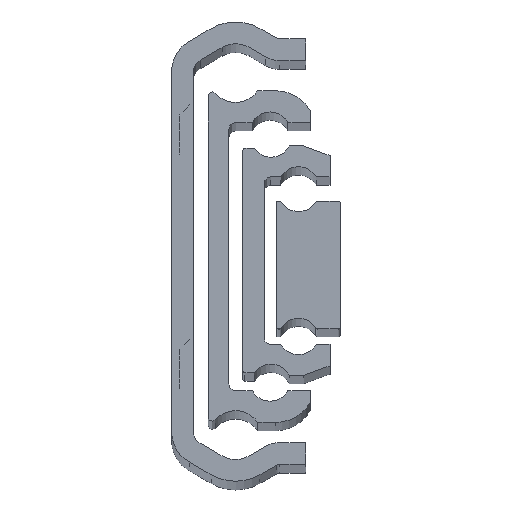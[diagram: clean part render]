
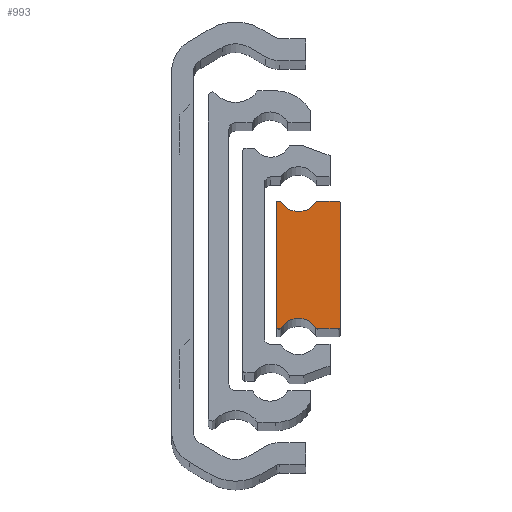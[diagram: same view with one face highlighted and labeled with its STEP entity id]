
A CAD part, top view. The second image highlights one B-rep face of the part: STEP entity #993.
In plain terms, the highlighted planar face has unit normal (0, 0, 1).
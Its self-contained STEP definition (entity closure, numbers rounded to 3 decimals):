
#1 = EDGE_CURVE ( 'NONE', #777, #828, #1817, .T. ) ;
#46 = CARTESIAN_POINT ( 'NONE',  ( 10.45, -9.5, 701.5 ) ) ;
#65 = CARTESIAN_POINT ( 'NONE',  ( 16.32, -9.5, 701.5 ) ) ;
#74 = CARTESIAN_POINT ( 'NONE',  ( 19.45, -9.5, 701.5 ) ) ;
#88 = CARTESIAN_POINT ( 'NONE',  ( 10.68, -9.5, 701.5 ) ) ;
#89 = CARTESIAN_POINT ( 'NONE',  ( 16.067, -9.361, 701.5 ) ) ;
#101 = EDGE_CURVE ( 'NONE', #731, #670, #1823, .T. ) ;
#120 = EDGE_CURVE ( 'NONE', #665, #668, #1854, .T. ) ;
#372 = EDGE_LOOP ( 'NONE', ( #1807, #1808, #1809, #1810, #1175, #1166, #1354, #1224, #1363, #1101, #1118, #1346, #1285, #1342, #1297, #1231 ) ) ;
#568 = CARTESIAN_POINT ( 'NONE',  ( 10.933, -9.361, 701.5 ) ) ;
#574 = CARTESIAN_POINT ( 'NONE',  ( 10.45, 9.5, 701.5 ) ) ;
#577 = CARTESIAN_POINT ( 'NONE',  ( 16.32, 9.5, 701.5 ) ) ;
#578 = CARTESIAN_POINT ( 'NONE',  ( 19.75, 9.2, 701.5 ) ) ;
#584 = CARTESIAN_POINT ( 'NONE',  ( 10.933, 9.361, 701.5 ) ) ;
#594 = CARTESIAN_POINT ( 'NONE',  ( 16.067, 9.361, 701.5 ) ) ;
#595 = CARTESIAN_POINT ( 'NONE',  ( 19.75, -9.2, 701.5 ) ) ;
#616 = VERTEX_POINT ( 'NONE', #568 ) ;
#623 = DIRECTION ( 'NONE',  ( 0., 0., 1. ) ) ;
#624 = DIRECTION ( 'NONE',  ( 1., 0., 0. ) ) ;
#654 = CARTESIAN_POINT ( 'NONE',  ( 16.32, -9.2, 701.5 ) ) ;
#655 = DIRECTION ( 'NONE',  ( 0., 0., 1. ) ) ;
#656 = DIRECTION ( 'NONE',  ( 1., 0., 0. ) ) ;
#661 = VERTEX_POINT ( 'NONE', #574 ) ;
#664 = VERTEX_POINT ( 'NONE', #578 ) ;
#665 = VERTEX_POINT ( 'NONE', #584 ) ;
#666 = VERTEX_POINT ( 'NONE', #577 ) ;
#668 = VERTEX_POINT ( 'NONE', #901 ) ;
#670 = VERTEX_POINT ( 'NONE', #595 ) ;
#671 = VERTEX_POINT ( 'NONE', #594 ) ;
#731 = VERTEX_POINT ( 'NONE', #74 ) ;
#773 = VERTEX_POINT ( 'NONE', #88 ) ;
#775 = VERTEX_POINT ( 'NONE', #46 ) ;
#777 = VERTEX_POINT ( 'NONE', #89 ) ;
#825 = DIRECTION ( 'NONE',  ( 1., 0., 0. ) ) ;
#828 = VERTEX_POINT ( 'NONE', #65 ) ;
#830 = DIRECTION ( 'NONE',  ( 0., 0., 1. ) ) ;
#840 = CARTESIAN_POINT ( 'NONE',  ( 10.68, 9.2, 701.5 ) ) ;
#856 = VERTEX_POINT ( 'NONE', #2460 ) ;
#857 = CARTESIAN_POINT ( 'NONE',  ( 19.45, -9.2, 701.5 ) ) ;
#873 = VERTEX_POINT ( 'NONE', #2452 ) ;
#880 = VERTEX_POINT ( 'NONE', #2445 ) ;
#901 = CARTESIAN_POINT ( 'NONE',  ( 10.68, 9.5, 701.5 ) ) ;
#993 = ADVANCED_FACE ( 'NONE', ( #2061 ), #2686, .T. ) ;
#1040 = EDGE_CURVE ( 'NONE', #616, #777, #2166, .T. ) ;
#1050 = EDGE_CURVE ( 'NONE', #856, #775, #2182, .T. ) ;
#1076 = EDGE_CURVE ( 'NONE', #668, #661, #2213, .T. ) ;
#1079 = EDGE_CURVE ( 'NONE', #873, #666, #2217, .T. ) ;
#1084 = EDGE_CURVE ( 'NONE', #666, #671, #2232, .T. ) ;
#1088 = EDGE_CURVE ( 'NONE', #880, #856, #2236, .T. ) ;
#1101 = ORIENTED_EDGE ( 'NONE', *, *, #1500, .T. ) ;
#1118 = ORIENTED_EDGE ( 'NONE', *, *, #1519, .T. ) ;
#1166 = ORIENTED_EDGE ( 'NONE', *, *, #1076, .T. ) ;
#1175 = ORIENTED_EDGE ( 'NONE', *, *, #120, .T. ) ;
#1224 = ORIENTED_EDGE ( 'NONE', *, *, #1088, .T. ) ;
#1231 = ORIENTED_EDGE ( 'NONE', *, *, #1450, .T. ) ;
#1285 = ORIENTED_EDGE ( 'NONE', *, *, #1, .T. ) ;
#1297 = ORIENTED_EDGE ( 'NONE', *, *, #101, .T. ) ;
#1342 = ORIENTED_EDGE ( 'NONE', *, *, #1367, .T. ) ;
#1346 = ORIENTED_EDGE ( 'NONE', *, *, #1040, .T. ) ;
#1354 = ORIENTED_EDGE ( 'NONE', *, *, #1410, .T. ) ;
#1363 = ORIENTED_EDGE ( 'NONE', *, *, #1050, .T. ) ;
#1367 = EDGE_CURVE ( 'NONE', #828, #731, #2248, .T. ) ;
#1410 = EDGE_CURVE ( 'NONE', #661, #880, #3220, .T. ) ;
#1434 = EDGE_CURVE ( 'NONE', #671, #665, #3258, .T. ) ;
#1450 = EDGE_CURVE ( 'NONE', #670, #664, #3271, .T. ) ;
#1495 = EDGE_CURVE ( 'NONE', #664, #873, #3356, .T. ) ;
#1500 = EDGE_CURVE ( 'NONE', #775, #773, #3350, .T. ) ;
#1519 = EDGE_CURVE ( 'NONE', #773, #616, #3397, .T. ) ;
#1533 = AXIS2_PLACEMENT_3D ( 'NONE', #654, #655, #656 ) ;
#1539 = AXIS2_PLACEMENT_3D ( 'NONE', #857, #623, #624 ) ;
#1544 = AXIS2_PLACEMENT_3D ( 'NONE', #840, #830, #825 ) ;
#1568 = AXIS2_PLACEMENT_3D ( 'NONE', #2839, #2841, #2842 ) ;
#1636 = AXIS2_PLACEMENT_3D ( 'NONE', #2685, #2688, #2689 ) ;
#1681 = AXIS2_PLACEMENT_3D ( 'NONE', #2855, #2863, #2864 ) ;
#1807 = ORIENTED_EDGE ( 'NONE', *, *, #1495, .T. ) ;
#1808 = ORIENTED_EDGE ( 'NONE', *, *, #1079, .T. ) ;
#1809 = ORIENTED_EDGE ( 'NONE', *, *, #1084, .T. ) ;
#1810 = ORIENTED_EDGE ( 'NONE', *, *, #1434, .T. ) ;
#1817 = CIRCLE ( 'NONE', #1533, 0.3 ) ;
#1823 = CIRCLE ( 'NONE', #1539, 0.3 ) ;
#1854 = CIRCLE ( 'NONE', #1544, 0.3 ) ;
#2061 = FACE_OUTER_BOUND ( 'NONE', #372, .T. ) ;
#2166 = CIRCLE ( 'NONE', #1568, 3.04 ) ;
#2182 = CIRCLE ( 'NONE', #1681, 0.2 ) ;
#2213 = LINE ( 'NONE', #2929, #2218 ) ;
#2217 = LINE ( 'NONE', #2936, #2222 ) ;
#2218 = VECTOR ( 'NONE', #2930, 1000. ) ;
#2222 = VECTOR ( 'NONE', #2937, 1000. ) ;
#2231 = VECTOR ( 'NONE', #2985, 1000. ) ;
#2232 = CIRCLE ( 'NONE', #2298, 0.3 ) ;
#2234 = VECTOR ( 'NONE', #2960, 1000. ) ;
#2236 = LINE ( 'NONE', #2954, #2234 ) ;
#2248 = LINE ( 'NONE', #2984, #2231 ) ;
#2298 = AXIS2_PLACEMENT_3D ( 'NONE', #2946, #2948, #2949 ) ;
#2316 = AXIS2_PLACEMENT_3D ( 'NONE', #3049, #3056, #3057 ) ;
#2326 = AXIS2_PLACEMENT_3D ( 'NONE', #3104, #3111, #3112 ) ;
#2345 = AXIS2_PLACEMENT_3D ( 'NONE', #3524, #3530, #3531 ) ;
#2359 = AXIS2_PLACEMENT_3D ( 'NONE', #3580, #3586, #3587 ) ;
#2445 = CARTESIAN_POINT ( 'NONE',  ( 10.25, 9.3, 701.5 ) ) ;
#2452 = CARTESIAN_POINT ( 'NONE',  ( 19.45, 9.5, 701.5 ) ) ;
#2460 = CARTESIAN_POINT ( 'NONE',  ( 10.25, -9.3, 701.5 ) ) ;
#2685 = CARTESIAN_POINT ( 'NONE',  ( 19.45, 9.2, 701.5 ) ) ;
#2686 = PLANE ( 'NONE',  #1636 ) ;
#2688 = DIRECTION ( 'NONE',  ( 0., 0., 1. ) ) ;
#2689 = DIRECTION ( 'NONE',  ( 1., 0., 0. ) ) ;
#2839 = CARTESIAN_POINT ( 'NONE',  ( 13.5, -10.99, 701.5 ) ) ;
#2841 = DIRECTION ( 'NONE',  ( 0., 0., -1. ) ) ;
#2842 = DIRECTION ( 'NONE',  ( 1., 0., 0. ) ) ;
#2855 = CARTESIAN_POINT ( 'NONE',  ( 10.45, -9.3, 701.5 ) ) ;
#2863 = DIRECTION ( 'NONE',  ( 0., 0., 1. ) ) ;
#2864 = DIRECTION ( 'NONE',  ( 1., 0., 0. ) ) ;
#2929 = CARTESIAN_POINT ( 'NONE',  ( 10.68, 9.5, 701.5 ) ) ;
#2930 = DIRECTION ( 'NONE',  ( -1., 0., 0. ) ) ;
#2936 = CARTESIAN_POINT ( 'NONE',  ( 19.45, 9.5, 701.5 ) ) ;
#2937 = DIRECTION ( 'NONE',  ( -1., 0., 0. ) ) ;
#2946 = CARTESIAN_POINT ( 'NONE',  ( 16.32, 9.2, 701.5 ) ) ;
#2948 = DIRECTION ( 'NONE',  ( 0., 0., 1. ) ) ;
#2949 = DIRECTION ( 'NONE',  ( 1., 0., 0. ) ) ;
#2954 = CARTESIAN_POINT ( 'NONE',  ( 10.25, 9.3, 701.5 ) ) ;
#2960 = DIRECTION ( 'NONE',  ( 0., -1., 0. ) ) ;
#2984 = CARTESIAN_POINT ( 'NONE',  ( 16.32, -9.5, 701.5 ) ) ;
#2985 = DIRECTION ( 'NONE',  ( 1., 0., 0. ) ) ;
#3049 = CARTESIAN_POINT ( 'NONE',  ( 10.45, 9.3, 701.5 ) ) ;
#3056 = DIRECTION ( 'NONE',  ( 0., 0., 1. ) ) ;
#3057 = DIRECTION ( 'NONE',  ( 1., 0., 0. ) ) ;
#3104 = CARTESIAN_POINT ( 'NONE',  ( 13.5, 10.99, 701.5 ) ) ;
#3111 = DIRECTION ( 'NONE',  ( 0., 0., -1. ) ) ;
#3112 = DIRECTION ( 'NONE',  ( 1., 0., 0. ) ) ;
#3151 = CARTESIAN_POINT ( 'NONE',  ( 19.75, -9.2, 701.5 ) ) ;
#3152 = DIRECTION ( 'NONE',  ( 0., 1., 0. ) ) ;
#3220 = CIRCLE ( 'NONE', #2316, 0.2 ) ;
#3258 = CIRCLE ( 'NONE', #2326, 3.04 ) ;
#3271 = LINE ( 'NONE', #3151, #3282 ) ;
#3282 = VECTOR ( 'NONE', #3152, 1000. ) ;
#3350 = LINE ( 'NONE', #3542, #3363 ) ;
#3356 = CIRCLE ( 'NONE', #2345, 0.3 ) ;
#3363 = VECTOR ( 'NONE', #3543, 1000. ) ;
#3397 = CIRCLE ( 'NONE', #2359, 0.3 ) ;
#3524 = CARTESIAN_POINT ( 'NONE',  ( 19.45, 9.2, 701.5 ) ) ;
#3530 = DIRECTION ( 'NONE',  ( 0., 0., 1. ) ) ;
#3531 = DIRECTION ( 'NONE',  ( 1., 0., 0. ) ) ;
#3542 = CARTESIAN_POINT ( 'NONE',  ( 10.45, -9.5, 701.5 ) ) ;
#3543 = DIRECTION ( 'NONE',  ( 1., 0., 0. ) ) ;
#3580 = CARTESIAN_POINT ( 'NONE',  ( 10.68, -9.2, 701.5 ) ) ;
#3586 = DIRECTION ( 'NONE',  ( 0., 0., 1. ) ) ;
#3587 = DIRECTION ( 'NONE',  ( 1., 0., 0. ) ) ;
